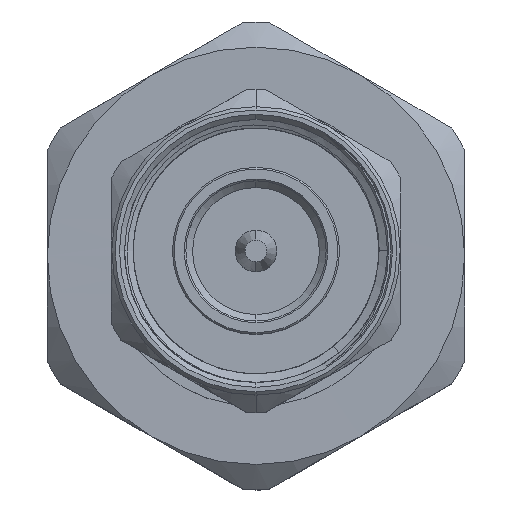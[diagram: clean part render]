
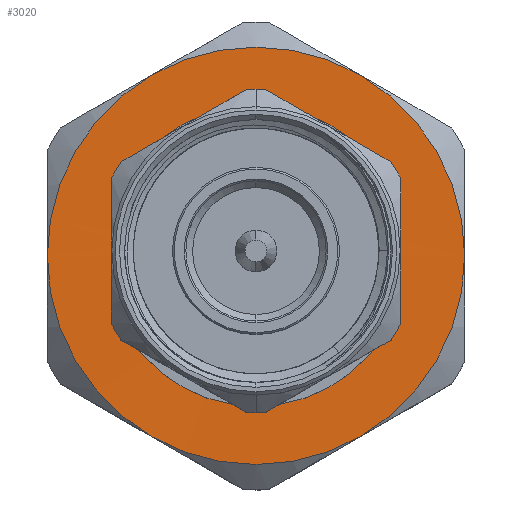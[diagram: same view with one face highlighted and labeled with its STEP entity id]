
A CAD part, top view. The second image highlights one B-rep face of the part: STEP entity #3020.
In plain terms, the highlighted face is planar.
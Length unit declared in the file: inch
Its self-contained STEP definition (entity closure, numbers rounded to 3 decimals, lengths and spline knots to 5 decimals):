
#72 = CARTESIAN_POINT ( 'NONE',  ( 0.58077, 0.19694, 0.34169 ) ) ;
#130 = AXIS2_PLACEMENT_3D ( 'NONE', #275, #3853, #4391 ) ;
#185 = EDGE_CURVE ( 'NONE', #4538, #8307, #4983, .T. ) ;
#248 = CARTESIAN_POINT ( 'NONE',  ( 0.581, 0., -0.625 ) ) ;
#275 = CARTESIAN_POINT ( 'NONE',  ( 0.581, 0., 0. ) ) ;
#369 = CARTESIAN_POINT ( 'NONE',  ( 0.581, 0., 0. ) ) ;
#488 = CARTESIAN_POINT ( 'NONE',  ( 0.58077, -0.24031, 0.3127 ) ) ;
#613 = ORIENTED_EDGE ( 'NONE', *, *, #3708, .T. ) ;
#732 = CARTESIAN_POINT ( 'NONE',  ( 0.58077, 0.10235, 0.38086 ) ) ;
#763 = EDGE_CURVE ( 'NONE', #4997, #8993, #4265, .T. ) ;
#816 = CARTESIAN_POINT ( 'NONE',  ( 0.58077, 0.05119, -0.39104 ) ) ;
#861 = CARTESIAN_POINT ( 'NONE',  ( 0.58077, 0.39104, -0.05119 ) ) ;
#967 = DIRECTION ( 'NONE',  ( 1., 0., 0. ) ) ;
#999 = DIRECTION ( 'NONE',  ( 0., 0., -1. ) ) ;
#1036 = CARTESIAN_POINT ( 'NONE',  ( 0.58077, -0.34169, -0.19694 ) ) ;
#1061 = B_SPLINE_CURVE_WITH_KNOTS ( 'NONE', 3,
 ( #7048, #816, #4324, #4944, #4198, #5783, #4373, #2993, #861, #7721, #7802, #8540, #4281, #8412, #72, #732, #2079, #1464 ),
 .UNSPECIFIED., .F., .F.,
 ( 4, 2, 2, 2, 2, 2, 2, 2, 4 ),
 ( 0., 0.0625, 0.125, 0.1875, 0.25, 0.3125, 0.375, 0.4375, 0.5 ),
 .UNSPECIFIED. ) ;
#1177 = CARTESIAN_POINT ( 'NONE',  ( 0.58077, -0.39104, 0.05119 ) ) ;
#1240 = CIRCLE ( 'NONE', #4929, 0.625 ) ;
#1279 = CARTESIAN_POINT ( 'NONE',  ( 0.581, 0., 0. ) ) ;
#1327 = VERTEX_POINT ( 'NONE', #3941 ) ;
#1464 = CARTESIAN_POINT ( 'NONE',  ( 0.58089, 0., 0.39104 ) ) ;
#1480 = EDGE_LOOP ( 'NONE', ( #9111, #8863 ) ) ;
#1765 = ORIENTED_EDGE ( 'NONE', *, *, #4488, .T. ) ;
#1832 = CARTESIAN_POINT ( 'NONE',  ( 0.58077, -0.34169, 0.19694 ) ) ;
#1897 = ORIENTED_EDGE ( 'NONE', *, *, #4104, .T. ) ;
#1906 = EDGE_CURVE ( 'NONE', #1327, #4997, #1240, .T. ) ;
#1929 = CARTESIAN_POINT ( 'NONE',  ( 0.58077, -0.19694, -0.34169 ) ) ;
#2039 = PLANE ( 'NONE',  #3759 ) ;
#2079 = CARTESIAN_POINT ( 'NONE',  ( 0.58077, 0.05119, 0.39104 ) ) ;
#2399 = AXIS2_PLACEMENT_3D ( 'NONE', #369, #967, #6581 ) ;
#2528 = CARTESIAN_POINT ( 'NONE',  ( 0.58077, -0.3127, 0.24031 ) ) ;
#2599 = CARTESIAN_POINT ( 'NONE',  ( 0.581, -0.54127, -0.3125 ) ) ;
#2668 = CARTESIAN_POINT ( 'NONE',  ( 0.58077, -0.38086, 0.10235 ) ) ;
#2779 = AXIS2_PLACEMENT_3D ( 'NONE', #8125, #3044, #999 ) ;
#2833 = EDGE_LOOP ( 'NONE', ( #6573, #1897, #613, #1765, #7253, #3038 ) ) ;
#2993 = CARTESIAN_POINT ( 'NONE',  ( 0.58077, 0.38086, -0.10235 ) ) ;
#3020 = ADVANCED_FACE ( 'NONE', ( #3397, #9065 ), #2039, .F. ) ;
#3038 = ORIENTED_EDGE ( 'NONE', *, *, #1906, .T. ) ;
#3042 = DIRECTION ( 'NONE',  ( 0., 0., -1. ) ) ;
#3044 = DIRECTION ( 'NONE',  ( 1., 0., 0. ) ) ;
#3088 = CARTESIAN_POINT ( 'NONE',  ( 0.581, 0., 0. ) ) ;
#3196 = CARTESIAN_POINT ( 'NONE',  ( 0.581, -0.54127, 0.3125 ) ) ;
#3328 = AXIS2_PLACEMENT_3D ( 'NONE', #3817, #5203, #8156 ) ;
#3397 = FACE_BOUND ( 'NONE', #1480, .T. ) ;
#3572 = VERTEX_POINT ( 'NONE', #3196 ) ;
#3708 = EDGE_CURVE ( 'NONE', #3572, #9041, #4034, .T. ) ;
#3759 = AXIS2_PLACEMENT_3D ( 'NONE', #3787, #5879, #6569 ) ;
#3787 = CARTESIAN_POINT ( 'NONE',  ( 0.581, 0.70057, 0. ) ) ;
#3817 = CARTESIAN_POINT ( 'NONE',  ( 0.581, 0., 0. ) ) ;
#3853 = DIRECTION ( 'NONE',  ( 1., 0., 0. ) ) ;
#3941 = CARTESIAN_POINT ( 'NONE',  ( 0.581, 0.54127, -0.3125 ) ) ;
#3967 = CARTESIAN_POINT ( 'NONE',  ( 0.58077, -0.05119, -0.39104 ) ) ;
#3970 = DIRECTION ( 'NONE',  ( 0., 0., -1. ) ) ;
#3997 = CARTESIAN_POINT ( 'NONE',  ( 0.58089, 0., -0.39104 ) ) ;
#4034 = CIRCLE ( 'NONE', #7015, 0.625 ) ;
#4054 = CARTESIAN_POINT ( 'NONE',  ( 0.58077, -0.05119, 0.39104 ) ) ;
#4104 = EDGE_CURVE ( 'NONE', #8993, #3572, #6408, .T. ) ;
#4198 = CARTESIAN_POINT ( 'NONE',  ( 0.58077, 0.24031, -0.3127 ) ) ;
#4265 = CIRCLE ( 'NONE', #130, 0.625 ) ;
#4281 = CARTESIAN_POINT ( 'NONE',  ( 0.58077, 0.3127, 0.24031 ) ) ;
#4324 = CARTESIAN_POINT ( 'NONE',  ( 0.58077, 0.10235, -0.38086 ) ) ;
#4359 = EDGE_CURVE ( 'NONE', #8307, #4538, #1061, .T. ) ;
#4373 = CARTESIAN_POINT ( 'NONE',  ( 0.58077, 0.34169, -0.19694 ) ) ;
#4391 = DIRECTION ( 'NONE',  ( 0., 0., -1. ) ) ;
#4488 = EDGE_CURVE ( 'NONE', #9041, #7225, #6932, .T. ) ;
#4538 = VERTEX_POINT ( 'NONE', #7977 ) ;
#4610 = DIRECTION ( 'NONE',  ( 1., 0., 0. ) ) ;
#4709 = CARTESIAN_POINT ( 'NONE',  ( 0.58077, -0.38086, -0.10235 ) ) ;
#4801 = CARTESIAN_POINT ( 'NONE',  ( 0.58089, 0., -0.39104 ) ) ;
#4929 = AXIS2_PLACEMENT_3D ( 'NONE', #3088, #7975, #3042 ) ;
#4944 = CARTESIAN_POINT ( 'NONE',  ( 0.58077, 0.19694, -0.34169 ) ) ;
#4983 = B_SPLINE_CURVE_WITH_KNOTS ( 'NONE', 3,
 ( #5461, #4054, #6850, #7532, #488, #2528, #1832, #2668, #1177, #5509, #4709, #1036, #8995, #7439, #1929, #6900, #3967, #4801 ),
 .UNSPECIFIED., .F., .F.,
 ( 4, 2, 2, 2, 2, 2, 2, 2, 4 ),
 ( 0.5, 0.5625, 0.625, 0.6875, 0.75, 0.8125, 0.875, 0.9375, 1. ),
 .UNSPECIFIED. ) ;
#4997 = VERTEX_POINT ( 'NONE', #5722 ) ;
#5203 = DIRECTION ( 'NONE',  ( 1., 0., 0. ) ) ;
#5461 = CARTESIAN_POINT ( 'NONE',  ( 0.58089, 0., 0.39104 ) ) ;
#5509 = CARTESIAN_POINT ( 'NONE',  ( 0.58077, -0.39104, -0.05119 ) ) ;
#5722 = CARTESIAN_POINT ( 'NONE',  ( 0.581, 0.54127, 0.3125 ) ) ;
#5783 = CARTESIAN_POINT ( 'NONE',  ( 0.58077, 0.3127, -0.24031 ) ) ;
#5879 = DIRECTION ( 'NONE',  ( -1., 0., 0. ) ) ;
#5908 = CARTESIAN_POINT ( 'NONE',  ( 0.581, 0., 0.625 ) ) ;
#6408 = CIRCLE ( 'NONE', #2399, 0.625 ) ;
#6567 = CIRCLE ( 'NONE', #3328, 0.625 ) ;
#6569 = DIRECTION ( 'NONE',  ( 0., 0., 1. ) ) ;
#6573 = ORIENTED_EDGE ( 'NONE', *, *, #763, .T. ) ;
#6581 = DIRECTION ( 'NONE',  ( 0., 0., -1. ) ) ;
#6850 = CARTESIAN_POINT ( 'NONE',  ( 0.58077, -0.10235, 0.38086 ) ) ;
#6900 = CARTESIAN_POINT ( 'NONE',  ( 0.58077, -0.10235, -0.38086 ) ) ;
#6932 = CIRCLE ( 'NONE', #2779, 0.625 ) ;
#7015 = AXIS2_PLACEMENT_3D ( 'NONE', #1279, #4610, #3970 ) ;
#7048 = CARTESIAN_POINT ( 'NONE',  ( 0.58089, 0., -0.39104 ) ) ;
#7225 = VERTEX_POINT ( 'NONE', #248 ) ;
#7253 = ORIENTED_EDGE ( 'NONE', *, *, #8919, .T. ) ;
#7439 = CARTESIAN_POINT ( 'NONE',  ( 0.58077, -0.24031, -0.3127 ) ) ;
#7532 = CARTESIAN_POINT ( 'NONE',  ( 0.58077, -0.19694, 0.34169 ) ) ;
#7721 = CARTESIAN_POINT ( 'NONE',  ( 0.58077, 0.39104, 0.05119 ) ) ;
#7802 = CARTESIAN_POINT ( 'NONE',  ( 0.58077, 0.38086, 0.10235 ) ) ;
#7975 = DIRECTION ( 'NONE',  ( 1., 0., 0. ) ) ;
#7977 = CARTESIAN_POINT ( 'NONE',  ( 0.58089, 0., 0.39104 ) ) ;
#8125 = CARTESIAN_POINT ( 'NONE',  ( 0.581, 0., 0. ) ) ;
#8156 = DIRECTION ( 'NONE',  ( 0., 0., -1. ) ) ;
#8307 = VERTEX_POINT ( 'NONE', #3997 ) ;
#8412 = CARTESIAN_POINT ( 'NONE',  ( 0.58077, 0.24031, 0.3127 ) ) ;
#8540 = CARTESIAN_POINT ( 'NONE',  ( 0.58077, 0.34169, 0.19694 ) ) ;
#8863 = ORIENTED_EDGE ( 'NONE', *, *, #185, .F. ) ;
#8919 = EDGE_CURVE ( 'NONE', #7225, #1327, #6567, .T. ) ;
#8993 = VERTEX_POINT ( 'NONE', #5908 ) ;
#8995 = CARTESIAN_POINT ( 'NONE',  ( 0.58077, -0.3127, -0.24031 ) ) ;
#9041 = VERTEX_POINT ( 'NONE', #2599 ) ;
#9065 = FACE_OUTER_BOUND ( 'NONE', #2833, .T. ) ;
#9111 = ORIENTED_EDGE ( 'NONE', *, *, #4359, .F. ) ;
